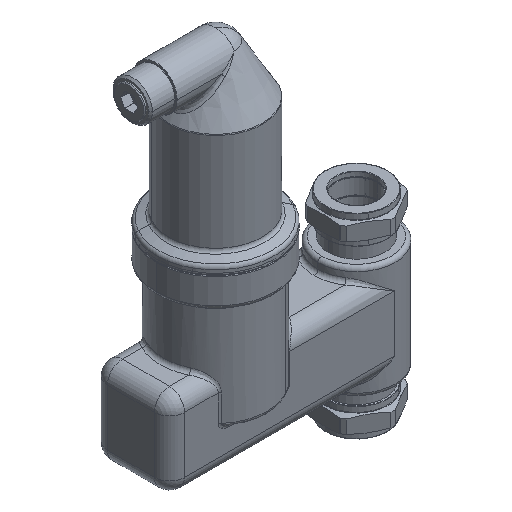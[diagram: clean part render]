
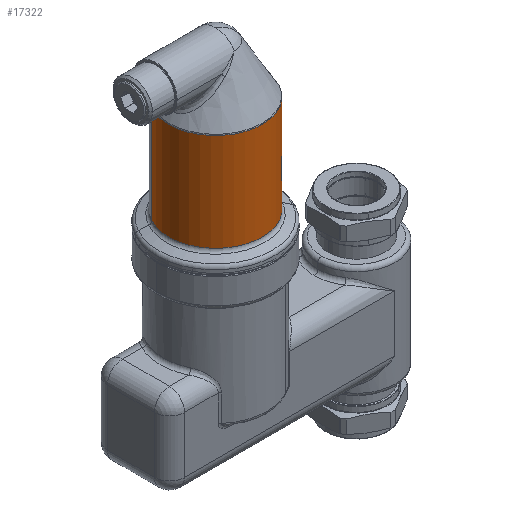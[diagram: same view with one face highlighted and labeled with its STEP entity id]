
A CAD part, isometric view. The second image highlights one B-rep face of the part: STEP entity #17322.
In plain terms, the highlighted cylindrical face has radius 25 mm (diameter 50 mm), a partial arc.
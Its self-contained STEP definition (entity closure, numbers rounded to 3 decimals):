
#17208=AXIS2_PLACEMENT_3D('Circle Axis2P3D',#17206,#17207,$) ;
#17283=AXIS2_PLACEMENT_3D('Cylinder Axis2P3D',#17280,#17281,#17282) ;
#17313=AXIS2_PLACEMENT_3D('Circle Axis2P3D',#17311,#17312,$) ;
#17184=CARTESIAN_POINT('Vertex',(11.986,21.94,20.)) ;
#17191=CARTESIAN_POINT('Vertex',(-11.986,-21.94,20.)) ;
#17206=CARTESIAN_POINT('Axis2P3D Location',(0.,0.,20.)) ;
#17280=CARTESIAN_POINT('Axis2P3D Location',(0.,0.,52.)) ;
#17285=CARTESIAN_POINT('Line Origine',(11.986,21.94,45.965)) ;
#17289=CARTESIAN_POINT('Vertex',(11.986,21.94,71.931)) ;
#17296=CARTESIAN_POINT('Vertex',(-11.986,-21.94,71.931)) ;
#17299=CARTESIAN_POINT('Line Origine',(-11.986,-21.94,45.965)) ;
#17311=CARTESIAN_POINT('Axis2P3D Location',(0.,0.,71.931)) ;
#17207=DIRECTION('Axis2P3D Direction',(0.,0.,-1.)) ;
#17281=DIRECTION('Axis2P3D Direction',(0.,0.,-1.)) ;
#17282=DIRECTION('Axis2P3D XDirection',(0.479,0.878,0.)) ;
#17286=DIRECTION('Vector Direction',(0.,0.,-1.)) ;
#17300=DIRECTION('Vector Direction',(0.,0.,-1.)) ;
#17312=DIRECTION('Axis2P3D Direction',(0.,0.,-1.)) ;
#17287=VECTOR('Line Direction',#17286,1.) ;
#17301=VECTOR('Line Direction',#17300,1.) ;
#17317=ORIENTED_EDGE('',*,*,#17210,.F.) ;
#17318=ORIENTED_EDGE('',*,*,#17303,.T.) ;
#17319=ORIENTED_EDGE('',*,*,#17315,.T.) ;
#17320=ORIENTED_EDGE('',*,*,#17291,.F.) ;
#17322=ADVANCED_FACE('Hauptk\X2\00F6\X0\rper',(#17321),#17284,.T.) ;
#17209=CIRCLE('generated circle',#17208,25.) ;
#17314=CIRCLE('generated circle',#17313,25.) ;
#17284=CYLINDRICAL_SURFACE('generated cylinder',#17283,25.) ;
#17210=EDGE_CURVE('',#17192,#17185,#17209,.T.) ;
#17291=EDGE_CURVE('',#17185,#17290,#17288,.F.) ;
#17303=EDGE_CURVE('',#17192,#17297,#17302,.F.) ;
#17315=EDGE_CURVE('',#17297,#17290,#17314,.T.) ;
#17316=EDGE_LOOP('',(#17317,#17318,#17319,#17320)) ;
#17321=FACE_OUTER_BOUND('',#17316,.T.) ;
#17288=LINE('Line',#17285,#17287) ;
#17302=LINE('Line',#17299,#17301) ;
#17185=VERTEX_POINT('',#17184) ;
#17192=VERTEX_POINT('',#17191) ;
#17290=VERTEX_POINT('',#17289) ;
#17297=VERTEX_POINT('',#17296) ;
